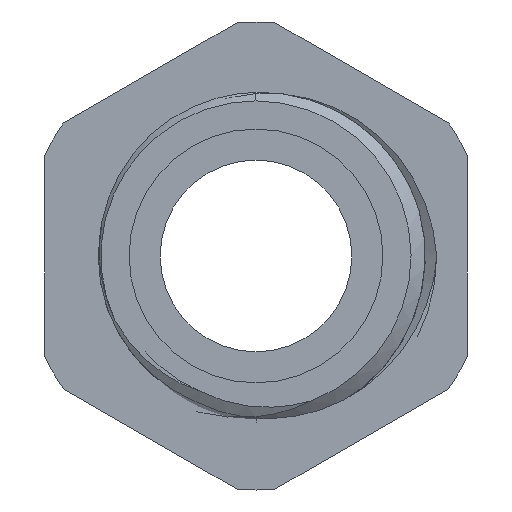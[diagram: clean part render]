
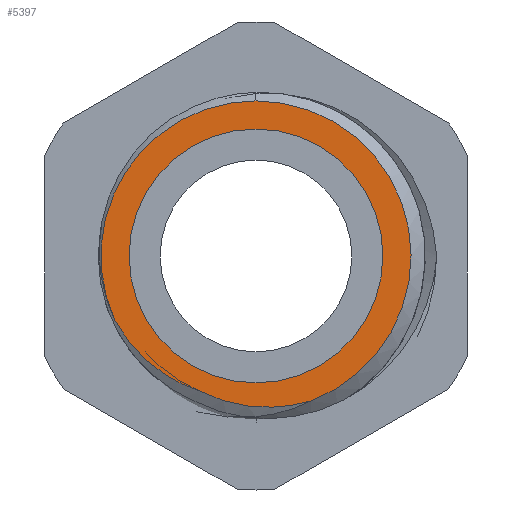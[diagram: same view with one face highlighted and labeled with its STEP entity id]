
A CAD part, front view. The second image highlights one B-rep face of the part: STEP entity #5397.
In plain terms, the highlighted planar face has unit normal (0, -1, 0).
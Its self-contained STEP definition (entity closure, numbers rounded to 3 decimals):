
#256 = CARTESIAN_POINT ( 'NONE',  ( -4.837, -6., -2.585 ) ) ;
#389 = DIRECTION ( 'NONE',  ( 0., -1., 0. ) ) ;
#479 = CARTESIAN_POINT ( 'NONE',  ( -1.975, -6., -4.8 ) ) ;
#584 = CARTESIAN_POINT ( 'NONE',  ( -0.217, -6., -5.333 ) ) ;
#651 = CARTESIAN_POINT ( 'NONE',  ( 0., -6., 0. ) ) ;
#710 = FACE_BOUND ( 'NONE', #2068, .T. ) ;
#1597 = CARTESIAN_POINT ( 'NONE',  ( 0.621, -6., -5.372 ) ) ;
#1652 = DIRECTION ( 'NONE',  ( 0., 0., -1. ) ) ;
#2068 = EDGE_LOOP ( 'NONE', ( #3578, #7990 ) ) ;
#2128 = CIRCLE ( 'NONE', #8058, 4.5 ) ;
#2194 = VERTEX_POINT ( 'NONE', #6649 ) ;
#2276 = CARTESIAN_POINT ( 'NONE',  ( -4.22, -6., -3.381 ) ) ;
#2480 = CARTESIAN_POINT ( 'NONE',  ( 0., -6., 0. ) ) ;
#2513 = EDGE_LOOP ( 'NONE', ( #8465, #9656, #10889, #5774 ) ) ;
#2558 = AXIS2_PLACEMENT_3D ( 'NONE', #6270, #389, #7191 ) ;
#2594 = CARTESIAN_POINT ( 'NONE',  ( 1.622, -6., -5.239 ) ) ;
#2819 = B_SPLINE_CURVE_WITH_KNOTS ( 'NONE', 3,
 ( #7971, #256, #8007, #2276, #8945, #3279, #9860, #4283, #10760, #5228 ),
 .UNSPECIFIED., .F., .F.,
 ( 4, 2, 2, 2, 4 ),
 ( 0.002, 0.003, 0.004, 0.005, 0.006 ),
 .UNSPECIFIED. ) ;
#2974 = CARTESIAN_POINT ( 'NONE',  ( -5., -6., -2.29 ) ) ;
#2993 = VERTEX_POINT ( 'NONE', #2974 ) ;
#3279 = CARTESIAN_POINT ( 'NONE',  ( -3.467, -6., -4.053 ) ) ;
#3490 = DIRECTION ( 'NONE',  ( 0., 0., 1. ) ) ;
#3578 = ORIENTED_EDGE ( 'NONE', *, *, #6368, .F. ) ;
#3629 = VERTEX_POINT ( 'NONE', #479 ) ;
#3915 = DIRECTION ( 'NONE',  ( 0., 1., 0. ) ) ;
#4183 = CIRCLE ( 'NONE', #9490, 4.5 ) ;
#4283 = CARTESIAN_POINT ( 'NONE',  ( -2.605, -6., -4.564 ) ) ;
#4853 = PLANE ( 'NONE',  #11396 ) ;
#4930 = EDGE_CURVE ( 'NONE', #2993, #3629, #2819, .T. ) ;
#4977 = CARTESIAN_POINT ( 'NONE',  ( 0., -6., 4.5 ) ) ;
#5024 = VERTEX_POINT ( 'NONE', #8089 ) ;
#5056 = CARTESIAN_POINT ( 'NONE',  ( 0., -6., 0. ) ) ;
#5228 = CARTESIAN_POINT ( 'NONE',  ( -1.975, -6., -4.8 ) ) ;
#5397 = ADVANCED_FACE ( 'NONE', ( #710, #5950 ), #4853, .F. ) ;
#5489 = CARTESIAN_POINT ( 'NONE',  ( -0.879, -6., -5.213 ) ) ;
#5774 = ORIENTED_EDGE ( 'NONE', *, *, #11090, .T. ) ;
#5950 = FACE_OUTER_BOUND ( 'NONE', #2513, .T. ) ;
#6009 = DIRECTION ( 'NONE',  ( 0., 0., -1. ) ) ;
#6010 = CIRCLE ( 'NONE', #2558, 5.5 ) ;
#6270 = CARTESIAN_POINT ( 'NONE',  ( 0., -6., 0. ) ) ;
#6368 = EDGE_CURVE ( 'NONE', #2194, #11352, #2128, .T. ) ;
#6433 = CARTESIAN_POINT ( 'NONE',  ( -0.385, -6., -5.311 ) ) ;
#6649 = CARTESIAN_POINT ( 'NONE',  ( 0., -6., -4.5 ) ) ;
#6846 = CIRCLE ( 'NONE', #11807, 5.5 ) ;
#7191 = DIRECTION ( 'NONE',  ( 0., 0., 1. ) ) ;
#7361 = CARTESIAN_POINT ( 'NONE',  ( 0.286, -6., -5.375 ) ) ;
#7427 = DIRECTION ( 'NONE',  ( 0., -1., 0. ) ) ;
#7971 = CARTESIAN_POINT ( 'NONE',  ( -5., -6., -2.29 ) ) ;
#7990 = ORIENTED_EDGE ( 'NONE', *, *, #12286, .F. ) ;
#8007 = CARTESIAN_POINT ( 'NONE',  ( -4.646, -6., -2.865 ) ) ;
#8038 = EDGE_CURVE ( 'NONE', #3629, #12244, #12084, .T. ) ;
#8058 = AXIS2_PLACEMENT_3D ( 'NONE', #651, #7427, #1652 ) ;
#8089 = CARTESIAN_POINT ( 'NONE',  ( 0., -6., 5.5 ) ) ;
#8304 = CARTESIAN_POINT ( 'NONE',  ( 1.288, -6., -5.304 ) ) ;
#8465 = ORIENTED_EDGE ( 'NONE', *, *, #4930, .T. ) ;
#8609 = CARTESIAN_POINT ( 'NONE',  ( 0., -6., 0. ) ) ;
#8945 = CARTESIAN_POINT ( 'NONE',  ( -3.985, -6., -3.619 ) ) ;
#9133 = DIRECTION ( 'NONE',  ( 0., -1., 0. ) ) ;
#9196 = CARTESIAN_POINT ( 'NONE',  ( -1.673, -6., -4.954 ) ) ;
#9237 = CARTESIAN_POINT ( 'NONE',  ( 1.944, -6., -5.145 ) ) ;
#9490 = AXIS2_PLACEMENT_3D ( 'NONE', #5056, #11497, #6009 ) ;
#9656 = ORIENTED_EDGE ( 'NONE', *, *, #8038, .T. ) ;
#9745 = EDGE_CURVE ( 'NONE', #12244, #5024, #6010, .T. ) ;
#9860 = CARTESIAN_POINT ( 'NONE',  ( -3.188, -6., -4.243 ) ) ;
#10031 = CARTESIAN_POINT ( 'NONE',  ( -1.975, -6., -4.8 ) ) ;
#10436 = DIRECTION ( 'NONE',  ( 0., 0., 1. ) ) ;
#10760 = CARTESIAN_POINT ( 'NONE',  ( -2.298, -6., -4.697 ) ) ;
#10889 = ORIENTED_EDGE ( 'NONE', *, *, #9745, .T. ) ;
#11016 = CARTESIAN_POINT ( 'NONE',  ( -1.361, -6., -5.076 ) ) ;
#11090 = EDGE_CURVE ( 'NONE', #5024, #2993, #6846, .T. ) ;
#11352 = VERTEX_POINT ( 'NONE', #4977 ) ;
#11374 = CARTESIAN_POINT ( 'NONE',  ( 1.944, -6., -5.145 ) ) ;
#11396 = AXIS2_PLACEMENT_3D ( 'NONE', #8609, #3915, #10436 ) ;
#11497 = DIRECTION ( 'NONE',  ( 0., -1., 0. ) ) ;
#11807 = AXIS2_PLACEMENT_3D ( 'NONE', #2480, #9133, #3490 ) ;
#11911 = CARTESIAN_POINT ( 'NONE',  ( -0.716, -6., -5.251 ) ) ;
#12084 = B_SPLINE_CURVE_WITH_KNOTS ( 'NONE', 3,
 ( #10031, #9196, #11016, #5489, #11911, #6433, #584, #7361, #1597, #8304, #2594, #9237 ),
 .UNSPECIFIED., .F., .F.,
 ( 4, 2, 2, 2, 2, 4 ),
 ( 0., 0.001, 0.002, 0.002, 0.003, 0.004 ),
 .UNSPECIFIED. ) ;
#12244 = VERTEX_POINT ( 'NONE', #11374 ) ;
#12286 = EDGE_CURVE ( 'NONE', #11352, #2194, #4183, .T. ) ;
